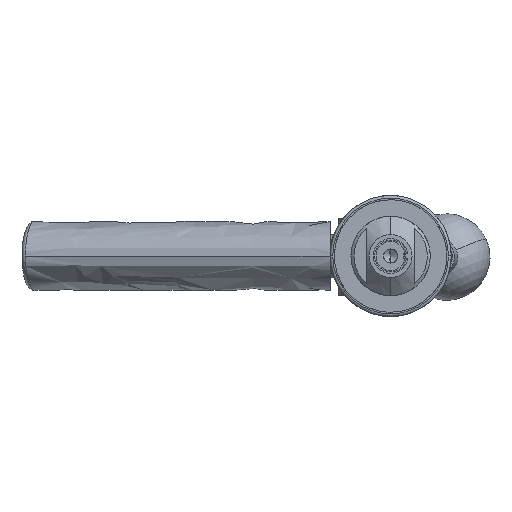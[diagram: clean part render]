
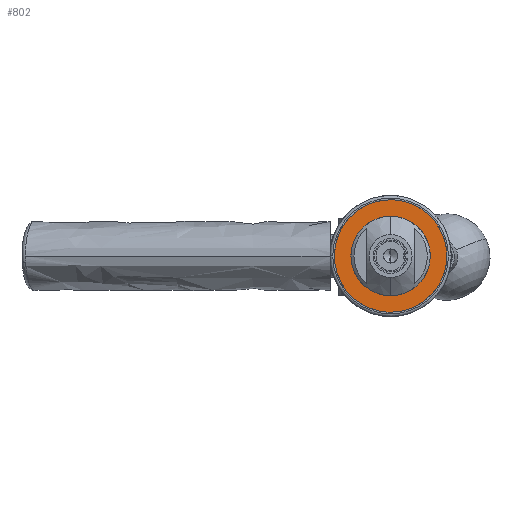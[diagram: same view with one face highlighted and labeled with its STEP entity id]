
A CAD part, left-side view. The second image highlights one B-rep face of the part: STEP entity #802.
In plain terms, the highlighted planar face has unit normal (-1, 0, 0).
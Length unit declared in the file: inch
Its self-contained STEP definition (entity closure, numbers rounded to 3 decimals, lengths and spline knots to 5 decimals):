
#173 = DIRECTION ( 'NONE',  ( -1., 0., 0. ) ) ;
#551 = FACE_OUTER_BOUND ( 'NONE', #16381, .T. ) ;
#802 = ADVANCED_FACE ( 'NONE', ( #8600, #551 ), #11396, .F. ) ;
#888 = CARTESIAN_POINT ( 'NONE',  ( -4.408, 0., 0. ) ) ;
#1612 = CARTESIAN_POINT ( 'NONE',  ( -4.408, 0., 0. ) ) ;
#2176 = CARTESIAN_POINT ( 'NONE',  ( -4.408, -0.54695, 0.17082 ) ) ;
#2228 = EDGE_CURVE ( 'NONE', #10905, #8814, #14367, .T. ) ;
#3814 = VERTEX_POINT ( 'NONE', #5787 ) ;
#3866 = CARTESIAN_POINT ( 'NONE',  ( -4.408, 0.54695, -0.17082 ) ) ;
#4568 = DIRECTION ( 'NONE',  ( 0., 0.955, -0.298 ) ) ;
#4942 = EDGE_CURVE ( 'NONE', #8814, #10905, #16606, .T. ) ;
#5266 = DIRECTION ( 'NONE',  ( 0., 0.955, -0.298 ) ) ;
#5333 = ORIENTED_EDGE ( 'NONE', *, *, #2228, .F. ) ;
#5787 = CARTESIAN_POINT ( 'NONE',  ( -4.408, 0.77555, -0.24222 ) ) ;
#6608 = DIRECTION ( 'NONE',  ( -1., 0., 0. ) ) ;
#6808 = AXIS2_PLACEMENT_3D ( 'NONE', #15243, #6608, #5266 ) ;
#7168 = CARTESIAN_POINT ( 'NONE',  ( -4.408, 0., 0. ) ) ;
#7318 = DIRECTION ( 'NONE',  ( 0., -0.955, 0.298 ) ) ;
#7529 = DIRECTION ( 'NONE',  ( -1., 0., 0. ) ) ;
#7571 = DIRECTION ( 'NONE',  ( -1., 0., 0. ) ) ;
#7884 = AXIS2_PLACEMENT_3D ( 'NONE', #1612, #173, #16950 ) ;
#8600 = FACE_BOUND ( 'NONE', #16140, .T. ) ;
#8814 = VERTEX_POINT ( 'NONE', #2176 ) ;
#8899 = EDGE_CURVE ( 'NONE', #3814, #9483, #14289, .T. ) ;
#9142 = ORIENTED_EDGE ( 'NONE', *, *, #8899, .T. ) ;
#9483 = VERTEX_POINT ( 'NONE', #13369 ) ;
#9945 = CARTESIAN_POINT ( 'NONE',  ( -4.408, -0.24222, -0.77555 ) ) ;
#10905 = VERTEX_POINT ( 'NONE', #3866 ) ;
#11168 = AXIS2_PLACEMENT_3D ( 'NONE', #888, #7571, #11924 ) ;
#11396 = PLANE ( 'NONE',  #15019 ) ;
#11924 = DIRECTION ( 'NONE',  ( 0., 0.955, -0.298 ) ) ;
#11977 = ORIENTED_EDGE ( 'NONE', *, *, #15868, .T. ) ;
#12818 = DIRECTION ( 'NONE',  ( 1., 0., 0. ) ) ;
#13317 = ORIENTED_EDGE ( 'NONE', *, *, #4942, .F. ) ;
#13369 = CARTESIAN_POINT ( 'NONE',  ( -4.408, -0.77555, 0.24222 ) ) ;
#14201 = CIRCLE ( 'NONE', #7884, 0.8125 ) ;
#14289 = CIRCLE ( 'NONE', #6808, 0.8125 ) ;
#14367 = CIRCLE ( 'NONE', #17837, 0.573 ) ;
#15019 = AXIS2_PLACEMENT_3D ( 'NONE', #9945, #12818, #7318 ) ;
#15243 = CARTESIAN_POINT ( 'NONE',  ( -4.408, 0., 0. ) ) ;
#15868 = EDGE_CURVE ( 'NONE', #9483, #3814, #14201, .T. ) ;
#16140 = EDGE_LOOP ( 'NONE', ( #5333, #13317 ) ) ;
#16381 = EDGE_LOOP ( 'NONE', ( #9142, #11977 ) ) ;
#16606 = CIRCLE ( 'NONE', #11168, 0.573 ) ;
#16950 = DIRECTION ( 'NONE',  ( 0., 0.955, -0.298 ) ) ;
#17837 = AXIS2_PLACEMENT_3D ( 'NONE', #7168, #7529, #4568 ) ;
